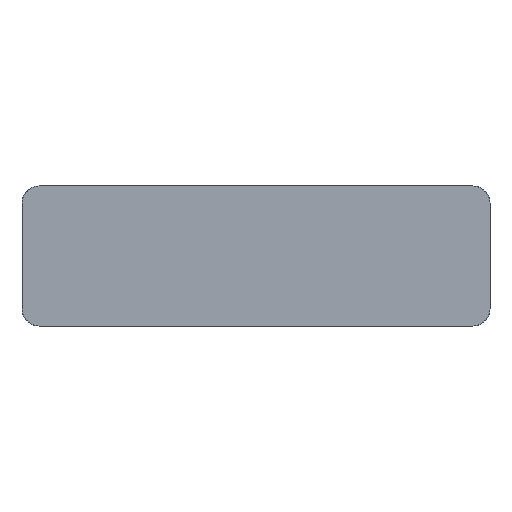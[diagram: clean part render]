
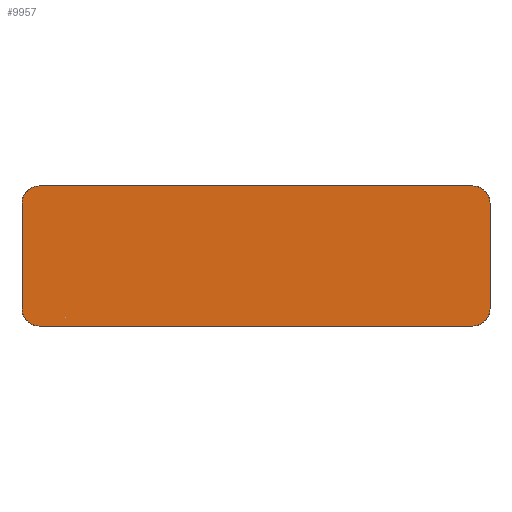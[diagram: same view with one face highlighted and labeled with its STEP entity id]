
A CAD part, front view. The second image highlights one B-rep face of the part: STEP entity #9957.
In plain terms, the highlighted planar face has unit normal (0, -1, 0).
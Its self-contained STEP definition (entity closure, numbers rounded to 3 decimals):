
#9=CARTESIAN_POINT('',(63.5,-34.,15.5));
#10=DIRECTION('',(0.,-1.,0.));
#11=DIRECTION('',(1.,0.,0.));
#12=AXIS2_PLACEMENT_3D('',#9,#10,#11);
#14=CARTESIAN_POINT('',(63.5,-34.,-15.5));
#15=DIRECTION('',(0.,-1.,0.));
#16=DIRECTION('',(0.,0.,-1.));
#17=AXIS2_PLACEMENT_3D('',#14,#15,#16);
#19=DIRECTION('',(1.,0.,0.));
#20=VECTOR('',#19,127.);
#21=CARTESIAN_POINT('',(-63.5,-34.,-20.5));
#22=LINE('',#21,#20);
#23=CARTESIAN_POINT('',(-63.5,-34.,-15.5));
#24=DIRECTION('',(0.,-1.,0.));
#25=DIRECTION('',(-1.,0.,0.));
#26=AXIS2_PLACEMENT_3D('',#23,#24,#25);
#28=CARTESIAN_POINT('',(-63.5,-34.,15.5));
#29=DIRECTION('',(0.,-1.,0.));
#30=DIRECTION('',(0.,0.,1.));
#31=AXIS2_PLACEMENT_3D('',#28,#29,#30);
#33=DIRECTION('',(1.,0.,0.));
#34=VECTOR('',#33,127.);
#35=CARTESIAN_POINT('',(-63.5,-34.,20.5));
#36=LINE('',#35,#34);
#53=DIRECTION('',(0.,0.,1.));
#54=VECTOR('',#53,31.);
#55=CARTESIAN_POINT('',(68.5,-34.,-15.5));
#56=LINE('',#55,#54);
#884=DIRECTION('',(0.,0.,-1.));
#885=VECTOR('',#884,31.);
#886=CARTESIAN_POINT('',(-68.5,-34.,15.5));
#887=LINE('',#886,#885);
#8349=CARTESIAN_POINT('',(68.5,-34.,15.5));
#8350=CARTESIAN_POINT('',(63.5,-34.,20.5));
#8351=VERTEX_POINT('',#8349);
#8352=VERTEX_POINT('',#8350);
#8368=CARTESIAN_POINT('',(63.5,-34.,-20.5));
#8369=CARTESIAN_POINT('',(68.5,-34.,-15.5));
#8370=VERTEX_POINT('',#8368);
#8371=VERTEX_POINT('',#8369);
#8373=CARTESIAN_POINT('',(-68.5,-34.,-15.5));
#8374=CARTESIAN_POINT('',(-63.5,-34.,-20.5));
#8375=VERTEX_POINT('',#8373);
#8376=VERTEX_POINT('',#8374);
#8406=CARTESIAN_POINT('',(-63.5,-34.,20.5));
#8407=CARTESIAN_POINT('',(-68.5,-34.,15.5));
#8408=VERTEX_POINT('',#8406);
#8409=VERTEX_POINT('',#8407);
#9936=CARTESIAN_POINT('',(0.,-34.,0.));
#9937=DIRECTION('',(0.,-1.,0.));
#9938=DIRECTION('',(1.,0.,0.));
#9939=AXIS2_PLACEMENT_3D('',#9936,#9937,#9938);
#9940=PLANE('',#9939);
#9941=ORIENTED_EDGE('',*,*,#9926,.F.);
#9943=ORIENTED_EDGE('',*,*,#9942,.F.);
#9945=ORIENTED_EDGE('',*,*,#9944,.F.);
#9947=ORIENTED_EDGE('',*,*,#9946,.F.);
#9949=ORIENTED_EDGE('',*,*,#9948,.F.);
#9951=ORIENTED_EDGE('',*,*,#9950,.F.);
#9953=ORIENTED_EDGE('',*,*,#9952,.F.);
#9954=ORIENTED_EDGE('',*,*,#9912,.T.);
#9955=EDGE_LOOP('',(#9941,#9943,#9945,#9947,#9949,#9951,#9953,#9954));
#9956=FACE_OUTER_BOUND('',#9955,.F.);
#9957=ADVANCED_FACE('',(#9956),#9940,.T.);
#13=CIRCLE('',#12,5.);
#18=CIRCLE('',#17,5.);
#27=CIRCLE('',#26,5.);
#32=CIRCLE('',#31,5.);
#9912=EDGE_CURVE('',#8408,#8352,#36,.T.);
#9926=EDGE_CURVE('',#8351,#8352,#13,.T.);
#9942=EDGE_CURVE('',#8371,#8351,#56,.T.);
#9944=EDGE_CURVE('',#8370,#8371,#18,.T.);
#9946=EDGE_CURVE('',#8376,#8370,#22,.T.);
#9948=EDGE_CURVE('',#8375,#8376,#27,.T.);
#9950=EDGE_CURVE('',#8409,#8375,#887,.T.);
#9952=EDGE_CURVE('',#8408,#8409,#32,.T.);
